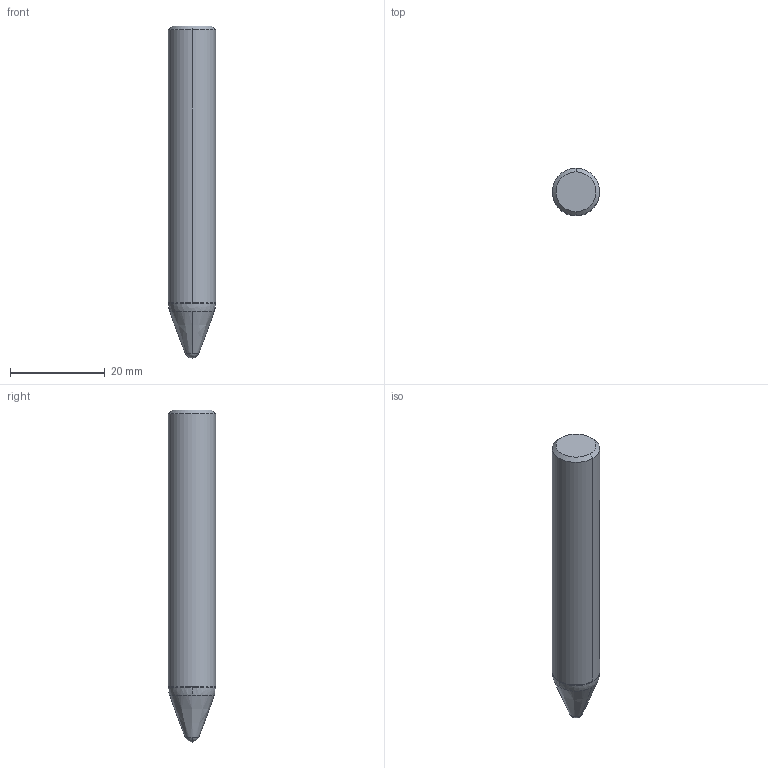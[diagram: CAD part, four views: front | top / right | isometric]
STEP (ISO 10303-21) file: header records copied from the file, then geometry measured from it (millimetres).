
FILE_DESCRIPTION(/* description */ (''),/* implementation_level */ '2;1');
FILE_NAME(/* name */ '8549546.stp',/* time_stamp */ '2020-02-28T14:48:27+09:00',/* author */ (''),/* organization */ (''),/* preprocessor_version */ 'ST-DEVELOPER v16.7',/* originating_system */ 'SIEMENS PLM Software NX 12.0',/* authorisation */ '');
FILE_SCHEMA (('AUTOMOTIVE_DESIGN { 1 0 10303 214 3 1 1 1 }'));
Length unit declared in the file: millimetre
Products named in the file (3): NOCUT_8549546; CUT_8549546; 8549546
Assembly tree (2 placements, depth 2):
  8549546
    CUT_8549546
    NOCUT_8549546
Bounding box: 10 x 10 x 70 mm (x, y, z)
Volume: 5002.2 mm3; surface area: 2301.8 mm2
Topology: 2 solids, 2 shells, 15 faces, 39 edges, 35 vertices
Faces by surface type: cylinder 4, sphere 4, plane 3, bspline 2, cone 2
Entity records: 627 total; most frequent: CARTESIAN_POINT 114, DIRECTION 106, ORIENTED_EDGE 64, AXIS2_PLACEMENT_3D 49, EDGE_CURVE 32, CIRCLE 29, VERTEX_POINT 21, ADVANCED_FACE 15
